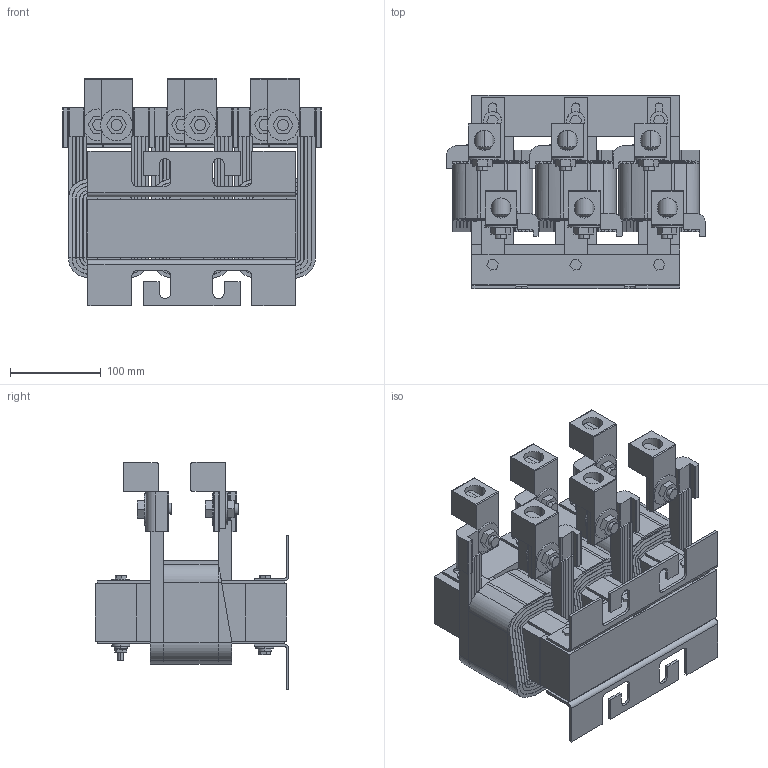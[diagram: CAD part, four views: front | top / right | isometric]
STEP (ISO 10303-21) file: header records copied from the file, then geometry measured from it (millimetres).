
FILE_DESCRIPTION (( 'STEP AP214' ), '1' );
FILE_NAME ('LR-4200.STEP', '2012-03-05T15:02:57', ( ' ' ), ( ' ' ), 'SwSTEP 2.0', 'SolidWorks 2011', '' );
FILE_SCHEMA (( 'AUTOMOTIVE_DESIGN' ));
Length unit declared in the file: millimetre
Products named in the file (1): LR-4200
Bounding box: 285.23 x 213.6 x 250.4 mm (x, y, z)
Volume: 5228568.9 mm3; surface area: 909837.5 mm2
Topology: 50 solids, 50 shells, 1853 faces, 5034 edges, 3322 vertices
Faces by surface type: plane 990, cylinder 851, cone 12
Entity records: 72842 total; most frequent: CARTESIAN_POINT 11548, ORIENTED_EDGE 10068, DIRECTION 9988, EDGE_CURVE 5034, AXIS2_PLACEMENT_3D 3406, VERTEX_POINT 3322, VECTOR 3176, LINE 3176
